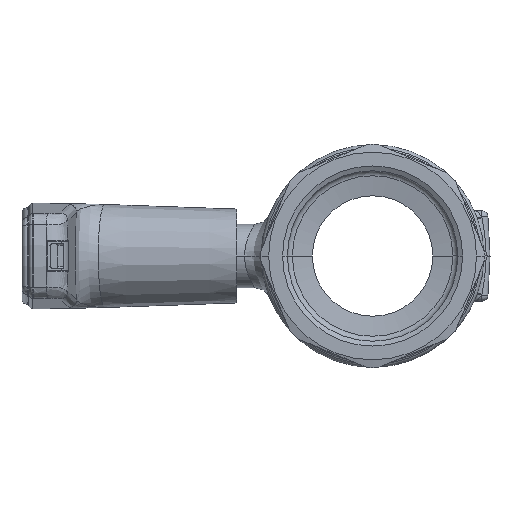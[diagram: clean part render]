
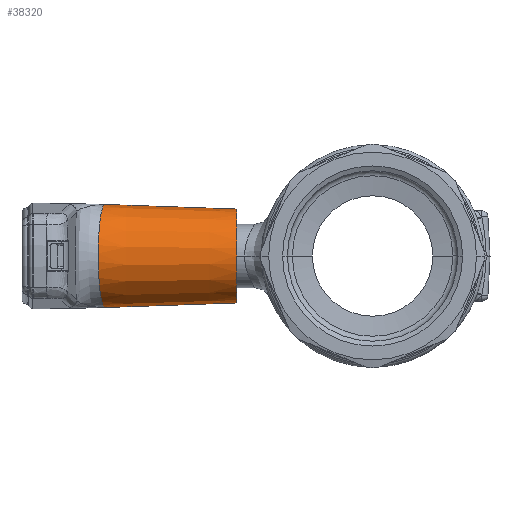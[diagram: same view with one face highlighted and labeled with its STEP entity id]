
A CAD part, left-side view. The second image highlights one B-rep face of the part: STEP entity #38320.
In plain terms, the highlighted conical face has half-angle 2 degrees and reference radius 16.392 mm.
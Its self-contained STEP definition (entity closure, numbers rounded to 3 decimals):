
#4086=CARTESIAN_POINT('',(0.,88.923,
-17.117));
#4087=CARTESIAN_POINT('',(-0.753,89.019,
-17.121));
#4088=CARTESIAN_POINT('',(-2.259,89.213,
-17.028));
#4089=CARTESIAN_POINT('',(-4.479,89.497,
-16.593));
#4090=CARTESIAN_POINT('',(-6.622,89.772,
-15.87));
#4091=CARTESIAN_POINT('',(-8.649,90.032,
-14.874));
#4092=CARTESIAN_POINT('',(-10.525,90.273,
-13.621));
#4093=CARTESIAN_POINT('',(-12.219,90.49,
-12.135));
#4094=CARTESIAN_POINT('',(-13.702,90.679,
-10.442));
#4095=CARTESIAN_POINT('',(-14.949,90.839,
-8.573));
#4096=CARTESIAN_POINT('',(-15.941,90.966,
-6.558));
#4097=CARTESIAN_POINT('',(-16.66,91.058,
-4.434));
#4098=CARTESIAN_POINT('',(-17.097,91.114,
-2.236));
#4099=CARTESIAN_POINT('',(-17.243,91.133,
0.));
#4100=CARTESIAN_POINT('',(-17.097,91.114,2.236));
#4101=CARTESIAN_POINT('',(-16.66,91.058,4.434));
#4102=CARTESIAN_POINT('',(-15.941,90.966,6.558));
#4103=CARTESIAN_POINT('',(-14.949,90.839,8.573));
#4104=CARTESIAN_POINT('',(-13.702,90.679,10.442));
#4105=CARTESIAN_POINT('',(-12.219,90.49,12.135));
#4106=CARTESIAN_POINT('',(-10.525,90.273,13.621));
#4107=CARTESIAN_POINT('',(-8.649,90.032,14.874));
#4108=CARTESIAN_POINT('',(-6.622,89.772,15.87));
#4109=CARTESIAN_POINT('',(-4.479,89.497,16.593));
#4110=CARTESIAN_POINT('',(-2.259,89.213,17.028));
#4111=CARTESIAN_POINT('',(-0.753,89.019,
17.121));
#4112=CARTESIAN_POINT('',(0.,88.923,17.117));
#4160=DIRECTION('',(0.,-0.999,0.035));
#4161=VECTOR('',#4160,43.749);
#4162=CARTESIAN_POINT('',(0.,88.923,
-17.117));
#4163=LINE('',#4162,#4161);
#4164=DIRECTION('',(0.,-0.999,-0.035));
#4165=VECTOR('',#4164,43.749);
#4166=CARTESIAN_POINT('',(0.,88.923,17.117));
#4167=LINE('',#4166,#4165);
#4627=CARTESIAN_POINT('',(0.,45.2,0.));
#4628=DIRECTION('',(0.,1.,0.));
#4629=DIRECTION('',(0.,0.,-1.));
#4630=AXIS2_PLACEMENT_3D('',#4627,#4628,#4629);
#28642=CARTESIAN_POINT('',(0.,45.2,-15.59));
#28643=CARTESIAN_POINT('',(0.,45.2,15.59));
#28644=VERTEX_POINT('',#28642);
#28645=VERTEX_POINT('',#28643);
#28646=VERTEX_POINT('',#4086);
#28647=VERTEX_POINT('',#4112);
#38306=CARTESIAN_POINT('',(0.,68.163,0.));
#38307=DIRECTION('',(0.,1.,0.));
#38308=DIRECTION('',(0.,0.,1.));
#38309=AXIS2_PLACEMENT_3D('',#38306,#38307,#38308);
#38310=CONICAL_SURFACE('',#38309,16.392,2.);
#38312=ORIENTED_EDGE('',*,*,#38311,.F.);
#38313=ORIENTED_EDGE('',*,*,#38209,.T.);
#38315=ORIENTED_EDGE('',*,*,#38314,.T.);
#38317=ORIENTED_EDGE('',*,*,#38316,.F.);
#38318=EDGE_LOOP('',(#38312,#38313,#38315,#38317));
#38319=FACE_OUTER_BOUND('',#38318,.F.);
#4113=B_SPLINE_CURVE_WITH_KNOTS('',3,(#4086,#4087,#4088,#4089,#4090,#4091,#4092,
#4093,#4094,#4095,#4096,#4097,#4098,#4099,#4100,#4101,#4102,#4103,#4104,#4105,
#4106,#4107,#4108,#4109,#4110,#4111,#4112),.UNSPECIFIED.,.F.,.F.,(4,1,1,1,1,1,1,
1,1,1,1,1,1,1,1,1,1,1,1,1,1,1,1,1,4),(0.,0.042,0.083,
0.125,0.167,0.208,0.25,0.292,
0.333,0.375,0.417,0.458,0.5,
0.542,0.583,0.625,0.667,0.708,
0.75,0.792,0.833,0.875,0.917,
0.958,1.),.UNSPECIFIED.);
#4631=CIRCLE('',#4630,15.59);
#38209=EDGE_CURVE('',#28646,#28647,#4113,.T.);
#38311=EDGE_CURVE('',#28646,#28644,#4163,.T.);
#38314=EDGE_CURVE('',#28647,#28645,#4167,.T.);
#38316=EDGE_CURVE('',#28644,#28645,#4631,.T.);
#38320=ADVANCED_FACE('',(#38319),#38310,.T.);
